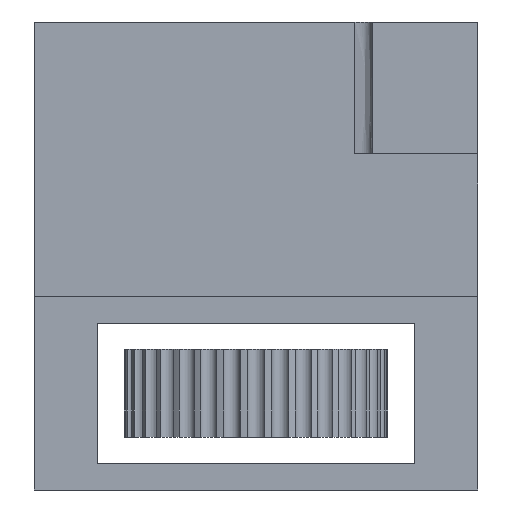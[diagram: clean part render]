
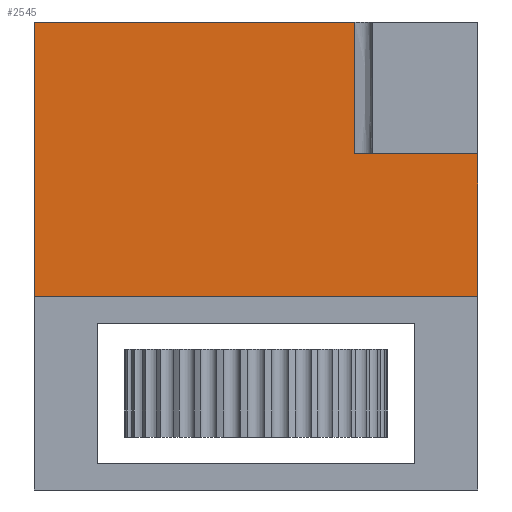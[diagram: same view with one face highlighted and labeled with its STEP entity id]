
A CAD part, front view. The second image highlights one B-rep face of the part: STEP entity #2545.
In plain terms, the highlighted planar face has unit normal (0, -1, 0).
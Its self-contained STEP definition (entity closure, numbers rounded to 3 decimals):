
#16=B_SPLINE_CURVE_WITH_KNOTS('',3,(#4366,#4367,#4368,#4369),
 .UNSPECIFIED.,.F.,.F.,(4,4),(-1.563,-0.062),
 .UNSPECIFIED.);
#93=PLANE('',#2845);
#228=FACE_OUTER_BOUND('',#369,.T.);
#369=EDGE_LOOP('',(#2258,#2259,#2260,#2261,#2262,#2263,#2264,#2265,#2266,
#2267,#2268));
#516=LINE('',#4190,#733);
#520=LINE('',#4200,#737);
#558=LINE('',#4296,#775);
#561=LINE('',#4303,#778);
#571=LINE('',#4450,#788);
#581=LINE('',#4472,#798);
#587=LINE('',#4482,#804);
#588=LINE('',#4483,#805);
#733=VECTOR('',#3452,10.);
#737=VECTOR('',#3460,10.);
#775=VECTOR('',#3552,10.);
#778=VECTOR('',#3559,10.);
#788=VECTOR('',#3577,10.);
#798=VECTOR('',#3601,10.);
#804=VECTOR('',#3611,10.);
#805=VECTOR('',#3612,10.);
#962=CIRCLE('',#2824,2.);
#963=CIRCLE('',#2829,2.);
#1145=VERTEX_POINT('',#4187);
#1146=VERTEX_POINT('',#4189);
#1150=VERTEX_POINT('',#4198);
#1174=VERTEX_POINT('',#4273);
#1177=VERTEX_POINT('',#4284);
#1178=VERTEX_POINT('',#4285);
#1181=VERTEX_POINT('',#4294);
#1183=VERTEX_POINT('',#4302);
#1184=VERTEX_POINT('',#4333);
#1186=VERTEX_POINT('',#4352);
#1197=VERTEX_POINT('',#4471);
#1478=EDGE_CURVE('',#1145,#1146,#516,.T.);
#1483=EDGE_CURVE('',#1145,#1150,#520,.T.);
#1521=EDGE_CURVE('',#1174,#1150,#962,.F.);
#1526=EDGE_CURVE('',#1177,#1178,#963,.F.);
#1532=EDGE_CURVE('',#1174,#1181,#558,.T.);
#1535=EDGE_CURVE('',#1183,#1178,#561,.T.);
#1540=EDGE_CURVE('',#1186,#1184,#16,.T.);
#1553=EDGE_CURVE('',#1177,#1184,#571,.T.);
#1563=EDGE_CURVE('',#1146,#1197,#581,.T.);
#1569=EDGE_CURVE('',#1197,#1186,#587,.T.);
#1570=EDGE_CURVE('',#1183,#1181,#588,.T.);
#2258=ORIENTED_EDGE('',*,*,#1540,.F.);
#2259=ORIENTED_EDGE('',*,*,#1569,.F.);
#2260=ORIENTED_EDGE('',*,*,#1563,.F.);
#2261=ORIENTED_EDGE('',*,*,#1478,.F.);
#2262=ORIENTED_EDGE('',*,*,#1483,.T.);
#2263=ORIENTED_EDGE('',*,*,#1521,.F.);
#2264=ORIENTED_EDGE('',*,*,#1532,.T.);
#2265=ORIENTED_EDGE('',*,*,#1570,.F.);
#2266=ORIENTED_EDGE('',*,*,#1535,.T.);
#2267=ORIENTED_EDGE('',*,*,#1526,.F.);
#2268=ORIENTED_EDGE('',*,*,#1553,.T.);
#2545=ADVANCED_FACE('',(#228),#93,.T.);
#2824=AXIS2_PLACEMENT_3D('',#4275,#3531,#3532);
#2829=AXIS2_PLACEMENT_3D('',#4286,#3543,#3544);
#2845=AXIS2_PLACEMENT_3D('',#4481,#3609,#3610);
#3452=DIRECTION('',(-1.,0.,0.));
#3460=DIRECTION('',(0.,0.,1.));
#3531=DIRECTION('center_axis',(0.,1.,0.));
#3532=DIRECTION('ref_axis',(-0.707,0.,-0.707));
#3543=DIRECTION('center_axis',(0.,1.,0.));
#3544=DIRECTION('ref_axis',(0.707,0.,-0.707));
#3552=DIRECTION('',(0.,0.,1.));
#3559=DIRECTION('',(0.,0.,-1.));
#3577=DIRECTION('',(-1.,0.,0.));
#3601=DIRECTION('',(0.,0.,1.));
#3609=DIRECTION('center_axis',(0.,-1.,0.));
#3610=DIRECTION('ref_axis',(1.,0.,0.));
#3611=DIRECTION('',(1.,0.,0.));
#3612=DIRECTION('',(1.,0.,0.));
#4187=CARTESIAN_POINT('',(25.25,-9.125,16.));
#4189=CARTESIAN_POINT('',(-25.25,-9.125,16.));
#4190=CARTESIAN_POINT('',(25.25,-9.125,16.));
#4198=CARTESIAN_POINT('',(25.25,-9.125,32.25));
#4200=CARTESIAN_POINT('',(25.25,-9.125,16.));
#4273=CARTESIAN_POINT('',(23.25,-9.125,34.25));
#4275=CARTESIAN_POINT('Origin',(25.25,-9.125,34.25));
#4284=CARTESIAN_POINT('',(13.25,-9.125,32.25));
#4285=CARTESIAN_POINT('',(15.25,-9.125,34.25));
#4286=CARTESIAN_POINT('Origin',(13.25,-9.125,34.25));
#4294=CARTESIAN_POINT('',(23.25,-9.125,47.25));
#4296=CARTESIAN_POINT('',(23.25,-9.125,31.625));
#4302=CARTESIAN_POINT('',(15.25,-9.125,47.25));
#4303=CARTESIAN_POINT('',(15.25,-9.125,31.625));
#4333=CARTESIAN_POINT('',(11.25,-9.125,32.25));
#4352=CARTESIAN_POINT('',(11.25,-9.125,47.25));
#4366=CARTESIAN_POINT('Ctrl Pts',(11.25,-9.125,47.25));
#4367=CARTESIAN_POINT('Ctrl Pts',(11.25,-9.125,42.25));
#4368=CARTESIAN_POINT('Ctrl Pts',(11.25,-9.125,37.25));
#4369=CARTESIAN_POINT('Ctrl Pts',(11.25,-9.125,32.25));
#4450=CARTESIAN_POINT('',(-3.,-9.125,32.25));
#4471=CARTESIAN_POINT('',(-25.25,-9.125,47.25));
#4472=CARTESIAN_POINT('',(-25.25,-9.125,16.));
#4481=CARTESIAN_POINT('Origin',(-25.25,-9.125,16.));
#4482=CARTESIAN_POINT('',(25.25,-9.125,47.25));
#4483=CARTESIAN_POINT('',(25.25,-9.125,47.25));
